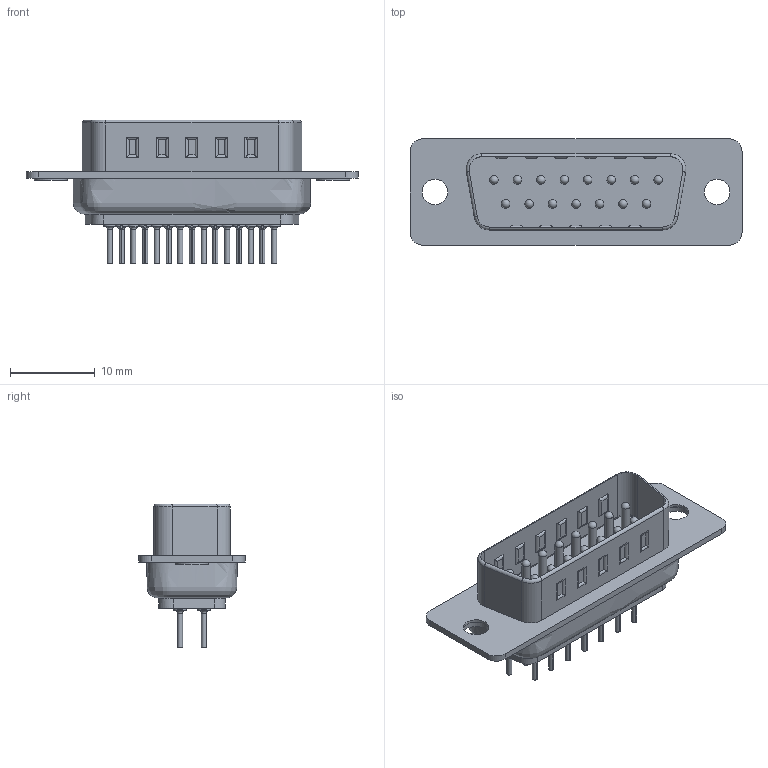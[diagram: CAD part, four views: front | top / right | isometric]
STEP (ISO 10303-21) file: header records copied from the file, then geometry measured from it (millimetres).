
FILE_DESCRIPTION(/* description */ ('Unknown'),/* implementation_level */ '2;1');
FILE_NAME(/* name */ 'J_Wurth_WR-DSUB_61801525023',/* time_stamp */ '2025-07-10T15:13:19+08:00',/* author */ ('Unknown'),/* organization */ ('Unknown'),/* preprocessor_version */ 'ST-DEVELOPER v19.4',/* originating_system */ 'Solid Edge',/* authorisation */ 'Unknown');
FILE_SCHEMA (('AUTOMOTIVE_DESIGN {1 0 10303 214 3 1 1}'));
Length unit declared in the file: millimetre
Products named in the file (2): J_Wurth_WR-DSUB_61801525023
Assembly tree (1 placements, depth 2):
  J_Wurth_WR-DSUB_61801525023
    J_Wurth_WR-DSUB_61801525023
Bounding box: 39.2 x 12.55 x 17 mm (x, y, z)
Volume: 1719.5 mm3; surface area: 3973 mm2
Topology: 1 solids, 1 shells, 1044 faces, 2948 edges, 1903 vertices
Faces by surface type: plane 623, cylinder 357, torus 23, sphere 15, cone 15, bspline 11
Full cylindrical faces by diameter (mm): 3 x2, 3.1 x2, 3.9 x2
Entity records: 49579 total; most frequent: CARTESIAN_POINT 14734, DIRECTION 5873, ORIENTED_EDGE 5810, EDGE_CURVE 2905, AXIS2_PLACEMENT_3D 2101, VERTEX_POINT 1884, LINE 1671, VECTOR 1671
